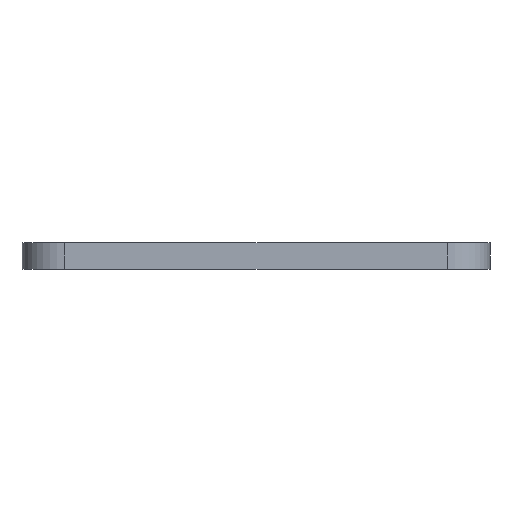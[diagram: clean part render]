
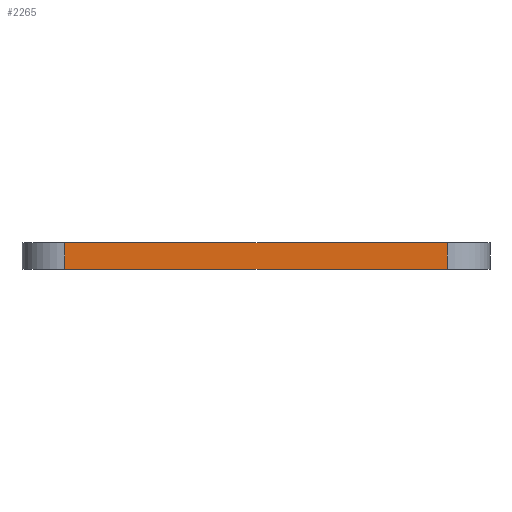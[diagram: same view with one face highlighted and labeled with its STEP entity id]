
A CAD part, left-side view. The second image highlights one B-rep face of the part: STEP entity #2265.
In plain terms, the highlighted planar face has unit normal (-1, 0, 0).
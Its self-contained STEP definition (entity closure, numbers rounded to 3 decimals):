
#83 = PLANE('',#84);
#84 = AXIS2_PLACEMENT_3D('',#85,#86,#87);
#85 = CARTESIAN_POINT('',(148.501,-105.004,1.6));
#86 = DIRECTION('',(0.,0.,1.));
#87 = DIRECTION('',(1.,0.,-0.));
#137 = PLANE('',#138);
#138 = AXIS2_PLACEMENT_3D('',#139,#140,#141);
#139 = CARTESIAN_POINT('',(148.501,-105.004,0.));
#140 = DIRECTION('',(0.,0.,1.));
#141 = DIRECTION('',(1.,0.,-0.));
#334 = VERTEX_POINT('',#335);
#335 = CARTESIAN_POINT('',(126.911,-93.574,0.));
#350 = CYLINDRICAL_SURFACE('',#351,2.54);
#351 = AXIS2_PLACEMENT_3D('',#352,#353,#354);
#352 = CARTESIAN_POINT('',(129.451,-93.574,0.));
#353 = DIRECTION('',(-0.,-0.,-1.));
#354 = DIRECTION('',(1.,0.,-0.));
#362 = EDGE_CURVE('',#334,#363,#365,.T.);
#363 = VERTEX_POINT('',#364);
#364 = CARTESIAN_POINT('',(126.911,-116.434,0.));
#365 = SURFACE_CURVE('',#366,(#370,#377),.PCURVE_S1.);
#366 = LINE('',#367,#368);
#367 = CARTESIAN_POINT('',(126.911,-93.574,0.));
#368 = VECTOR('',#369,1.);
#369 = DIRECTION('',(0.,-1.,0.));
#370 = PCURVE('',#137,#371);
#371 = DEFINITIONAL_REPRESENTATION('',(#372),#376);
#372 = LINE('',#373,#374);
#373 = CARTESIAN_POINT('',(-21.59,11.43));
#374 = VECTOR('',#375,1.);
#375 = DIRECTION('',(0.,-1.));
#376 = ( GEOMETRIC_REPRESENTATION_CONTEXT(2) 
PARAMETRIC_REPRESENTATION_CONTEXT() REPRESENTATION_CONTEXT('2D SPACE',''
  ) );
#377 = PCURVE('',#378,#383);
#378 = PLANE('',#379);
#379 = AXIS2_PLACEMENT_3D('',#380,#381,#382);
#380 = CARTESIAN_POINT('',(126.911,-93.574,0.));
#381 = DIRECTION('',(1.,0.,-0.));
#382 = DIRECTION('',(0.,-1.,0.));
#383 = DEFINITIONAL_REPRESENTATION('',(#384),#388);
#384 = LINE('',#385,#386);
#385 = CARTESIAN_POINT('',(0.,0.));
#386 = VECTOR('',#387,1.);
#387 = DIRECTION('',(1.,0.));
#388 = ( GEOMETRIC_REPRESENTATION_CONTEXT(2) 
PARAMETRIC_REPRESENTATION_CONTEXT() REPRESENTATION_CONTEXT('2D SPACE',''
  ) );
#407 = CYLINDRICAL_SURFACE('',#408,2.54);
#408 = AXIS2_PLACEMENT_3D('',#409,#410,#411);
#409 = CARTESIAN_POINT('',(129.451,-116.434,0.));
#410 = DIRECTION('',(-0.,-0.,-1.));
#411 = DIRECTION('',(1.,0.,-0.));
#1338 = VERTEX_POINT('',#1339);
#1339 = CARTESIAN_POINT('',(126.911,-93.574,1.6));
#1361 = EDGE_CURVE('',#1338,#1362,#1364,.T.);
#1362 = VERTEX_POINT('',#1363);
#1363 = CARTESIAN_POINT('',(126.911,-116.434,1.6));
#1364 = SURFACE_CURVE('',#1365,(#1369,#1376),.PCURVE_S1.);
#1365 = LINE('',#1366,#1367);
#1366 = CARTESIAN_POINT('',(126.911,-93.574,1.6));
#1367 = VECTOR('',#1368,1.);
#1368 = DIRECTION('',(0.,-1.,0.));
#1369 = PCURVE('',#83,#1370);
#1370 = DEFINITIONAL_REPRESENTATION('',(#1371),#1375);
#1371 = LINE('',#1372,#1373);
#1372 = CARTESIAN_POINT('',(-21.59,11.43));
#1373 = VECTOR('',#1374,1.);
#1374 = DIRECTION('',(0.,-1.));
#1375 = ( GEOMETRIC_REPRESENTATION_CONTEXT(2) 
PARAMETRIC_REPRESENTATION_CONTEXT() REPRESENTATION_CONTEXT('2D SPACE',''
  ) );
#1376 = PCURVE('',#378,#1377);
#1377 = DEFINITIONAL_REPRESENTATION('',(#1378),#1382);
#1378 = LINE('',#1379,#1380);
#1379 = CARTESIAN_POINT('',(0.,-1.6));
#1380 = VECTOR('',#1381,1.);
#1381 = DIRECTION('',(1.,0.));
#1382 = ( GEOMETRIC_REPRESENTATION_CONTEXT(2) 
PARAMETRIC_REPRESENTATION_CONTEXT() REPRESENTATION_CONTEXT('2D SPACE',''
  ) );
#2215 = EDGE_CURVE('',#363,#1362,#2216,.T.);
#2216 = SURFACE_CURVE('',#2217,(#2221,#2228),.PCURVE_S1.);
#2217 = LINE('',#2218,#2219);
#2218 = CARTESIAN_POINT('',(126.911,-116.434,0.));
#2219 = VECTOR('',#2220,1.);
#2220 = DIRECTION('',(0.,0.,1.));
#2221 = PCURVE('',#407,#2222);
#2222 = DEFINITIONAL_REPRESENTATION('',(#2223),#2227);
#2223 = LINE('',#2224,#2225);
#2224 = CARTESIAN_POINT('',(-3.141,0.));
#2225 = VECTOR('',#2226,1.);
#2226 = DIRECTION('',(-0.,-1.));
#2227 = ( GEOMETRIC_REPRESENTATION_CONTEXT(2) 
PARAMETRIC_REPRESENTATION_CONTEXT() REPRESENTATION_CONTEXT('2D SPACE',''
  ) );
#2228 = PCURVE('',#378,#2229);
#2229 = DEFINITIONAL_REPRESENTATION('',(#2230),#2234);
#2230 = LINE('',#2231,#2232);
#2231 = CARTESIAN_POINT('',(22.86,0.));
#2232 = VECTOR('',#2233,1.);
#2233 = DIRECTION('',(0.,-1.));
#2234 = ( GEOMETRIC_REPRESENTATION_CONTEXT(2) 
PARAMETRIC_REPRESENTATION_CONTEXT() REPRESENTATION_CONTEXT('2D SPACE',''
  ) );
#2244 = EDGE_CURVE('',#334,#1338,#2245,.T.);
#2245 = SURFACE_CURVE('',#2246,(#2250,#2257),.PCURVE_S1.);
#2246 = LINE('',#2247,#2248);
#2247 = CARTESIAN_POINT('',(126.911,-93.574,0.));
#2248 = VECTOR('',#2249,1.);
#2249 = DIRECTION('',(0.,0.,1.));
#2250 = PCURVE('',#350,#2251);
#2251 = DEFINITIONAL_REPRESENTATION('',(#2252),#2256);
#2252 = LINE('',#2253,#2254);
#2253 = CARTESIAN_POINT('',(-3.141,0.));
#2254 = VECTOR('',#2255,1.);
#2255 = DIRECTION('',(-0.,-1.));
#2256 = ( GEOMETRIC_REPRESENTATION_CONTEXT(2) 
PARAMETRIC_REPRESENTATION_CONTEXT() REPRESENTATION_CONTEXT('2D SPACE',''
  ) );
#2257 = PCURVE('',#378,#2258);
#2258 = DEFINITIONAL_REPRESENTATION('',(#2259),#2263);
#2259 = LINE('',#2260,#2261);
#2260 = CARTESIAN_POINT('',(0.,0.));
#2261 = VECTOR('',#2262,1.);
#2262 = DIRECTION('',(0.,-1.));
#2263 = ( GEOMETRIC_REPRESENTATION_CONTEXT(2) 
PARAMETRIC_REPRESENTATION_CONTEXT() REPRESENTATION_CONTEXT('2D SPACE',''
  ) );
#2265 = ADVANCED_FACE('',(#2266),#378,.F.);
#2266 = FACE_BOUND('',#2267,.F.);
#2267 = EDGE_LOOP('',(#2268,#2269,#2270,#2271));
#2268 = ORIENTED_EDGE('',*,*,#2244,.T.);
#2269 = ORIENTED_EDGE('',*,*,#1361,.T.);
#2270 = ORIENTED_EDGE('',*,*,#2215,.F.);
#2271 = ORIENTED_EDGE('',*,*,#362,.F.);
